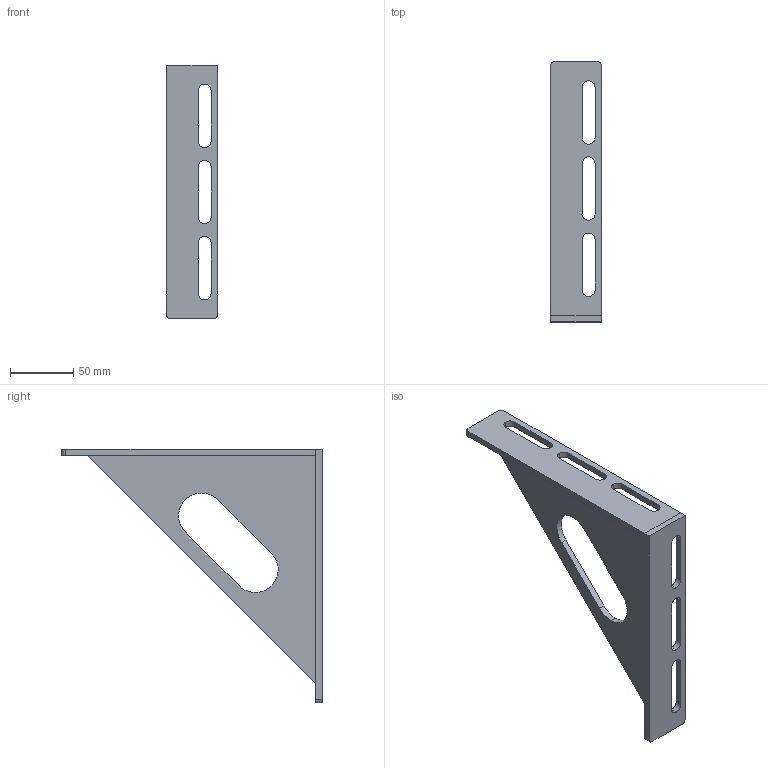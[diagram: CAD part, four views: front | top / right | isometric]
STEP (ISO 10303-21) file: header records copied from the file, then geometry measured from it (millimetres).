
FILE_DESCRIPTION (( 'STEP AP203' ), '1' );
FILE_NAME ('test_weld_bracket.STEP', '2023-07-20T09:43:51', ( '' ), ( '' ), 'SwSTEP 2.0', 'SolidWorks 2023', '' );
FILE_SCHEMA (( 'CONFIG_CONTROL_DESIGN' ));
Length unit declared in the file: millimetre
Products named in the file (1): test_weld_bracket
Bounding box: 40 x 205 x 200 mm (x, y, z)
Volume: 130715.8 mm3; surface area: 64641.3 mm2
Topology: 3 solids, 3 shells, 56 faces, 150 edges, 100 vertices
Faces by surface type: plane 31, cylinder 25
Entity records: 1865 total; most frequent: DIRECTION 314, CARTESIAN_POINT 307, ORIENTED_EDGE 300, EDGE_CURVE 150, AXIS2_PLACEMENT_3D 107, LINE 100, VECTOR 100, VERTEX_POINT 100
